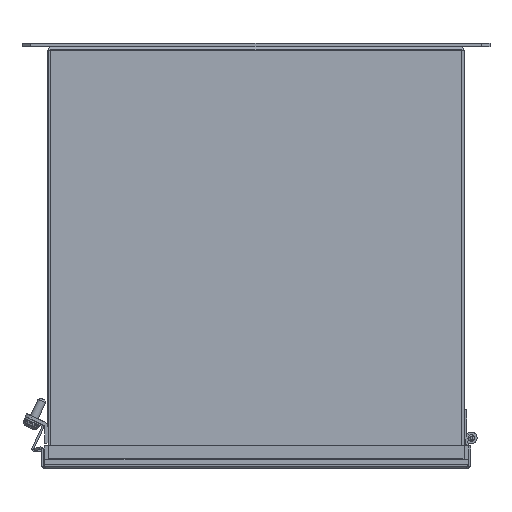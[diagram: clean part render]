
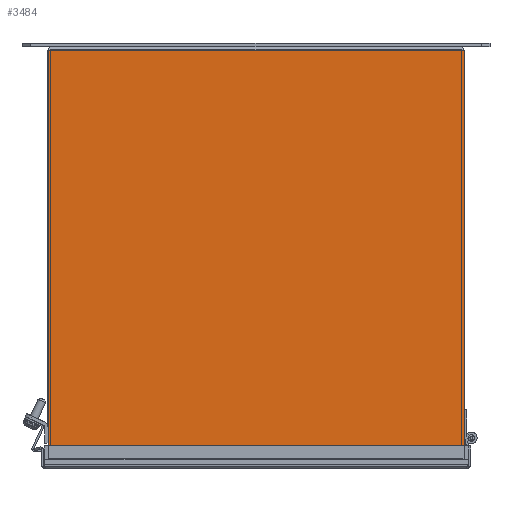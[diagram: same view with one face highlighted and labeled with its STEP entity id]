
A CAD part, left-side view. The second image highlights one B-rep face of the part: STEP entity #3484.
In plain terms, the highlighted planar face has unit normal (-1, 0, 0).
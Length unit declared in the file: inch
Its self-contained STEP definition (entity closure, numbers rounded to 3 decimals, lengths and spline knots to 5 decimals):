
#447 = DIRECTION ( 'NONE',  ( 0., 0., 1. ) ) ;
#589 = VECTOR ( 'NONE', #447, 39.37008 ) ;
#709 = VECTOR ( 'NONE', #20958, 39.37008 ) ;
#878 = ORIENTED_EDGE ( 'NONE', *, *, #945, .T. ) ;
#945 = EDGE_CURVE ( 'NONE', #10981, #10058, #9146, .T. ) ;
#1290 = ORIENTED_EDGE ( 'NONE', *, *, #9173, .F. ) ;
#1774 = CARTESIAN_POINT ( 'NONE',  ( -48., 11.78, -12. ) ) ;
#3484 = ADVANCED_FACE ( 'NONE', ( #21862 ), #20486, .F. ) ;
#3782 = DIRECTION ( 'NONE',  ( 0., -1., 0. ) ) ;
#3803 = CARTESIAN_POINT ( 'NONE',  ( -48., 11.89, -12. ) ) ;
#4364 = VERTEX_POINT ( 'NONE', #15880 ) ;
#5088 = EDGE_LOOP ( 'NONE', ( #878, #7182, #1290, #11483 ) ) ;
#6604 = CARTESIAN_POINT ( 'NONE',  ( -48., 0., 0. ) ) ;
#6611 = EDGE_CURVE ( 'NONE', #10058, #7026, #9808, .T. ) ;
#7026 = VERTEX_POINT ( 'NONE', #6604 ) ;
#7182 = ORIENTED_EDGE ( 'NONE', *, *, #6611, .T. ) ;
#8310 = EDGE_CURVE ( 'NONE', #4364, #10981, #17304, .T. ) ;
#8811 = CARTESIAN_POINT ( 'NONE',  ( -48., 0., -12. ) ) ;
#9032 = DIRECTION ( 'NONE',  ( 1., 0., 0. ) ) ;
#9146 = LINE ( 'NONE', #3803, #13201 ) ;
#9173 = EDGE_CURVE ( 'NONE', #4364, #7026, #13168, .T. ) ;
#9808 = LINE ( 'NONE', #10296, #589 ) ;
#10058 = VERTEX_POINT ( 'NONE', #8811 ) ;
#10296 = CARTESIAN_POINT ( 'NONE',  ( -48., 0., 0. ) ) ;
#10981 = VERTEX_POINT ( 'NONE', #22342 ) ;
#11483 = ORIENTED_EDGE ( 'NONE', *, *, #8310, .T. ) ;
#13168 = LINE ( 'NONE', #17185, #15644 ) ;
#13201 = VECTOR ( 'NONE', #16821, 39.37008 ) ;
#15644 = VECTOR ( 'NONE', #3782, 39.37008 ) ;
#15880 = CARTESIAN_POINT ( 'NONE',  ( -48., 11.78, 0. ) ) ;
#16155 = AXIS2_PLACEMENT_3D ( 'NONE', #18753, #9032, #18635 ) ;
#16821 = DIRECTION ( 'NONE',  ( 0., -1., 0. ) ) ;
#17185 = CARTESIAN_POINT ( 'NONE',  ( -48., 11.89, 0. ) ) ;
#17304 = LINE ( 'NONE', #1774, #709 ) ;
#18635 = DIRECTION ( 'NONE',  ( 0., 0., -1. ) ) ;
#18753 = CARTESIAN_POINT ( 'NONE',  ( -48., 11.89, -12. ) ) ;
#20486 = PLANE ( 'NONE',  #16155 ) ;
#20958 = DIRECTION ( 'NONE',  ( 0., 0., -1. ) ) ;
#21862 = FACE_OUTER_BOUND ( 'NONE', #5088, .T. ) ;
#22342 = CARTESIAN_POINT ( 'NONE',  ( -48., 11.78, -12. ) ) ;
